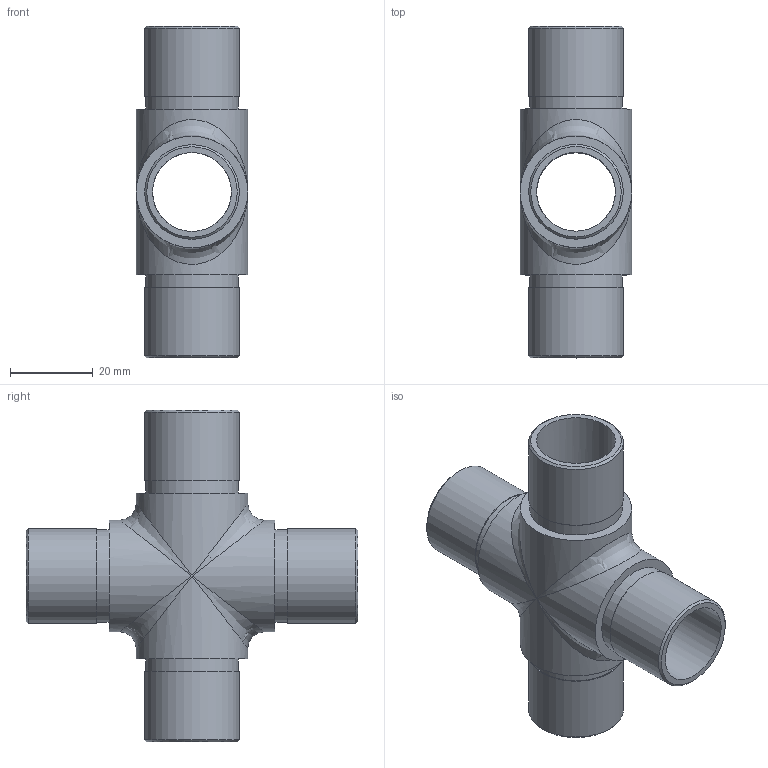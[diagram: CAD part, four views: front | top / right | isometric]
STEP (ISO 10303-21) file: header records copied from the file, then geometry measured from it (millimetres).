
FILE_DESCRIPTION (( 'STEP AP203' ), '1' );
FILE_NAME ('56184-320.step', '2020-03-03T10:44:55', ( '' ), ( '' ), 'SwSTEP 2.0', 'SolidWorks 2015', '' );
FILE_SCHEMA (( 'CONFIG_CONTROL_DESIGN' ));
Length unit declared in the file: millimetre
Products named in the file (2): 56184-320
Bounding box: 26.9 x 80 x 80 mm (x, y, z)
Volume: 24383.5 mm3; surface area: 18769.2 mm2
Topology: 1 solids, 1 shells, 267 faces, 694 edges, 452 vertices
Faces by surface type: bspline 115, plane 107, cylinder 41, cone 4
Full cylindrical faces by diameter (mm): 19 x4, 22.4 x4, 22.8 x4, 26.9 x4
Entity records: 12952 total; most frequent: CARTESIAN_POINT 7199, ORIENTED_EDGE 1316, DIRECTION 822, EDGE_CURVE 658, VERTEX_POINT 444, EDGE_LOOP 324, VECTOR 290, LINE 290
